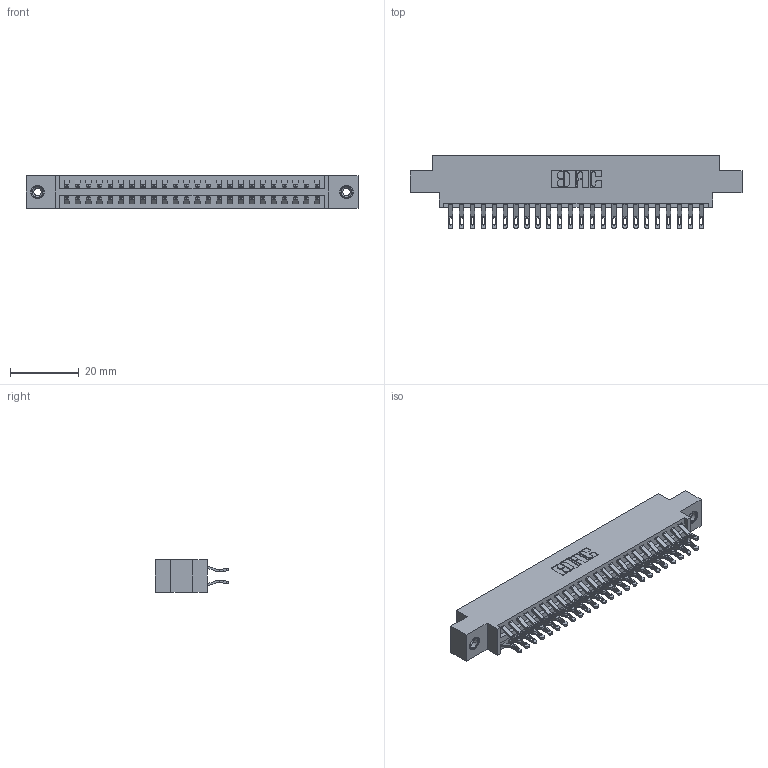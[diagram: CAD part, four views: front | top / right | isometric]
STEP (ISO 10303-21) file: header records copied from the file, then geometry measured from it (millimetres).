
FILE_DESCRIPTION (( 'STEP AP203' ), '1' );
FILE_NAME ('346-048-555-808.STEP', '2018-08-25T10:30:46', ( '' ), ( '' ), 'SwSTEP 2.0', 'SolidWorks 2016', '' );
FILE_SCHEMA (( 'CONFIG_CONTROL_DESIGN' ));
Length unit declared in the file: inch
Products named in the file (4): 346-048-555-808; 346 Part_0.170 Offset - 0.156 Dia-TI; 345-292-001_555 Tail; 345-250-001_345-250-003-102
Assembly tree (51 placements, depth 2):
  346-048-555-808
    346 Part_0.170 Offset - 0.156 Dia-TI
    345-292-001_555 Tail  x48
    345-250-001_345-250-003-102  x2
Bounding box: 96.77 x 21.46 x 9.4 mm (x, y, z)
Volume: 9275 mm3; surface area: 13162.1 mm2
Topology: 51 solids, 51 shells, 2970 faces, 9261 edges, 6166 vertices
Faces by surface type: plane 1696, cylinder 1258, cone 12, torus 4
Entity records: 19730 total; most frequent: CARTESIAN_POINT 3297, ORIENTED_EDGE 3194, DIRECTION 2951, EDGE_CURVE 1597, LINE 1329, VECTOR 1329, VERTEX_POINT 1060, AXIS2_PLACEMENT_3D 811
